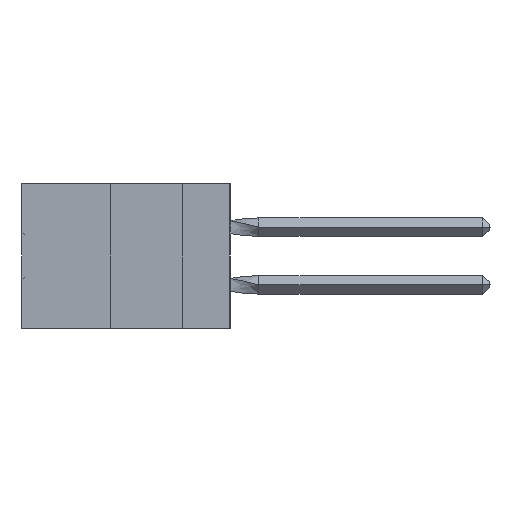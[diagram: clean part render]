
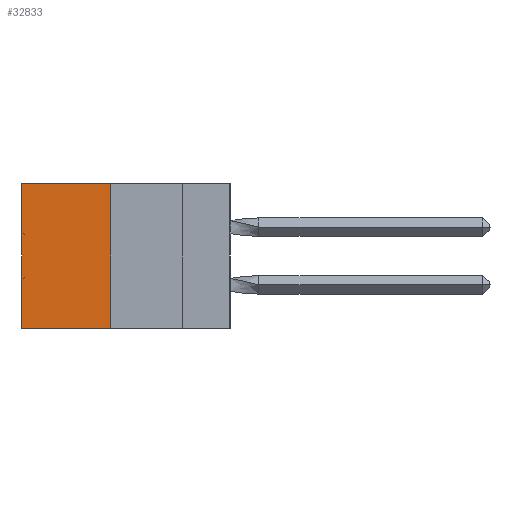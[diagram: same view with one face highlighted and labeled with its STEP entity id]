
A CAD part, left-side view. The second image highlights one B-rep face of the part: STEP entity #32833.
In plain terms, the highlighted planar face has unit normal (-1, 0, 0).
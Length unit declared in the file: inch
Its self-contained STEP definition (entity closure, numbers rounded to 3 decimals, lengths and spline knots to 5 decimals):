
#3223 = LINE ( 'NONE', #46329, #37854 ) ;
#3478 = VERTEX_POINT ( 'NONE', #15000 ) ;
#4878 = DIRECTION ( 'NONE',  ( 0., 1., 0. ) ) ;
#5159 = LINE ( 'NONE', #24282, #12519 ) ;
#6574 = CARTESIAN_POINT ( 'NONE',  ( 0.305, 0.72, -0.5 ) ) ;
#8423 = DIRECTION ( 'NONE',  ( 1., 0., 0. ) ) ;
#9503 = ORIENTED_EDGE ( 'NONE', *, *, #34792, .T. ) ;
#11314 = CARTESIAN_POINT ( 'NONE',  ( 0.305, 0.72, -0.5 ) ) ;
#12519 = VECTOR ( 'NONE', #4878, 39.37008 ) ;
#13836 = CARTESIAN_POINT ( 'NONE',  ( 0.305, 0.72, 0. ) ) ;
#15000 = CARTESIAN_POINT ( 'NONE',  ( 0.305, 0.413, 0. ) ) ;
#15339 = DIRECTION ( 'NONE',  ( 0., 0., -1. ) ) ;
#16405 = PLANE ( 'NONE',  #31394 ) ;
#20293 = DIRECTION ( 'NONE',  ( 0., 0., -1. ) ) ;
#20901 = CARTESIAN_POINT ( 'NONE',  ( 0.305, 0.413, -0.5 ) ) ;
#21296 = VERTEX_POINT ( 'NONE', #13836 ) ;
#22868 = CARTESIAN_POINT ( 'NONE',  ( 0.305, 0.413, -0.5 ) ) ;
#24282 = CARTESIAN_POINT ( 'NONE',  ( 0.305, 0.413, 0. ) ) ;
#26560 = VERTEX_POINT ( 'NONE', #6574 ) ;
#26585 = ORIENTED_EDGE ( 'NONE', *, *, #46390, .F. ) ;
#26597 = ORIENTED_EDGE ( 'NONE', *, *, #38428, .T. ) ;
#27323 = DIRECTION ( 'NONE',  ( 0., 0., -1. ) ) ;
#28144 = CARTESIAN_POINT ( 'NONE',  ( 0.305, 0.413, -0.5 ) ) ;
#28997 = EDGE_LOOP ( 'NONE', ( #9503, #39868, #26585, #26597 ) ) ;
#31394 = AXIS2_PLACEMENT_3D ( 'NONE', #28144, #8423, #20293 ) ;
#32833 = ADVANCED_FACE ( 'NONE', ( #43435 ), #16405, .F. ) ;
#33543 = VECTOR ( 'NONE', #15339, 39.37008 ) ;
#34792 = EDGE_CURVE ( 'NONE', #21296, #26560, #43876, .T. ) ;
#36237 = EDGE_CURVE ( 'NONE', #42283, #26560, #43087, .T. ) ;
#37636 = VECTOR ( 'NONE', #42243, 39.37008 ) ;
#37854 = VECTOR ( 'NONE', #27323, 39.37008 ) ;
#38428 = EDGE_CURVE ( 'NONE', #3478, #21296, #5159, .T. ) ;
#39868 = ORIENTED_EDGE ( 'NONE', *, *, #36237, .F. ) ;
#42243 = DIRECTION ( 'NONE',  ( 0., 1., 0. ) ) ;
#42283 = VERTEX_POINT ( 'NONE', #20901 ) ;
#43087 = LINE ( 'NONE', #22868, #37636 ) ;
#43435 = FACE_OUTER_BOUND ( 'NONE', #28997, .T. ) ;
#43876 = LINE ( 'NONE', #11314, #33543 ) ;
#46329 = CARTESIAN_POINT ( 'NONE',  ( 0.305, 0.413, -0.5 ) ) ;
#46390 = EDGE_CURVE ( 'NONE', #3478, #42283, #3223, .T. ) ;
